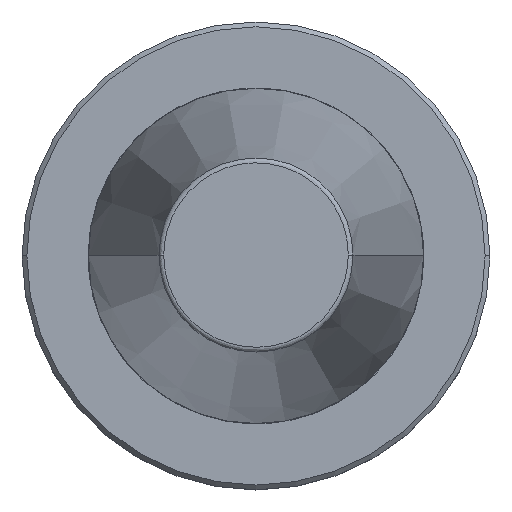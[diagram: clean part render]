
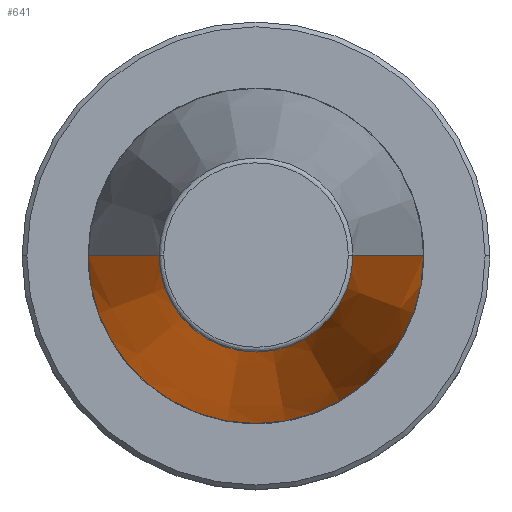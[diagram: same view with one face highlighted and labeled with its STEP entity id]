
A CAD part, top view. The second image highlights one B-rep face of the part: STEP entity #641.
In plain terms, the highlighted conical face has half-angle 8.297 degrees and reference radius 34.925 mm.
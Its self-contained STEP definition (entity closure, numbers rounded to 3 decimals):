
#52 = EDGE_CURVE ( 'NONE', #350, #1148, #1305, .T. ) ;
#87 = DIRECTION ( 'NONE',  ( 0., 0., 1. ) ) ;
#96 = CARTESIAN_POINT ( 'NONE',  ( 0., 0., 0. ) ) ;
#305 = DIRECTION ( 'NONE',  ( 0., 0., -1. ) ) ;
#310 = CARTESIAN_POINT ( 'NONE',  ( 0., 0., 0. ) ) ;
#311 = DIRECTION ( 'NONE',  ( -1., 0., 0. ) ) ;
#346 = EDGE_LOOP ( 'NONE', ( #760, #814, #996, #863 ) ) ;
#350 = VERTEX_POINT ( 'NONE', #1285 ) ;
#407 = VECTOR ( 'NONE', #607, 1000. ) ;
#419 = VERTEX_POINT ( 'NONE', #640 ) ;
#458 = VERTEX_POINT ( 'NONE', #632 ) ;
#503 = CONICAL_SURFACE ( 'NONE', #775, 34.925, 0.145 ) ;
#510 = CARTESIAN_POINT ( 'NONE',  ( 0., 0., 100.894 ) ) ;
#514 = DIRECTION ( 'NONE',  ( -1., 0., 0. ) ) ;
#538 = AXIS2_PLACEMENT_3D ( 'NONE', #96, #87, #742 ) ;
#558 = DIRECTION ( 'NONE',  ( 0., 0., -1. ) ) ;
#607 = DIRECTION ( 'NONE',  ( -0.144, 0., -0.99 ) ) ;
#613 = CARTESIAN_POINT ( 'NONE',  ( -34.925, 0., 0. ) ) ;
#632 = CARTESIAN_POINT ( 'NONE',  ( 34.925, 0., 0. ) ) ;
#635 = FACE_OUTER_BOUND ( 'NONE', #346, .T. ) ;
#640 = CARTESIAN_POINT ( 'NONE',  ( -34.925, 0., 0. ) ) ;
#641 = ADVANCED_FACE ( 'NONE', ( #635 ), #503, .T. ) ;
#673 = LINE ( 'NONE', #938, #910 ) ;
#742 = DIRECTION ( 'NONE',  ( -1., 0., 0. ) ) ;
#760 = ORIENTED_EDGE ( 'NONE', *, *, #916, .F. ) ;
#775 = AXIS2_PLACEMENT_3D ( 'NONE', #310, #305, #311 ) ;
#814 = ORIENTED_EDGE ( 'NONE', *, *, #52, .T. ) ;
#833 = CARTESIAN_POINT ( 'NONE',  ( -20.211, 0., 100.894 ) ) ;
#853 = CIRCLE ( 'NONE', #538, 34.925 ) ;
#863 = ORIENTED_EDGE ( 'NONE', *, *, #1159, .T. ) ;
#892 = DIRECTION ( 'NONE',  ( 0.144, 0., -0.99 ) ) ;
#910 = VECTOR ( 'NONE', #892, 1000. ) ;
#916 = EDGE_CURVE ( 'NONE', #350, #458, #673, .T. ) ;
#938 = CARTESIAN_POINT ( 'NONE',  ( 34.925, 0., 0. ) ) ;
#947 = AXIS2_PLACEMENT_3D ( 'NONE', #510, #558, #514 ) ;
#994 = EDGE_CURVE ( 'NONE', #1148, #419, #1497, .T. ) ;
#996 = ORIENTED_EDGE ( 'NONE', *, *, #994, .T. ) ;
#1148 = VERTEX_POINT ( 'NONE', #833 ) ;
#1159 = EDGE_CURVE ( 'NONE', #419, #458, #853, .T. ) ;
#1285 = CARTESIAN_POINT ( 'NONE',  ( 20.211, 0., 100.894 ) ) ;
#1305 = CIRCLE ( 'NONE', #947, 20.211 ) ;
#1497 = LINE ( 'NONE', #613, #407 ) ;
